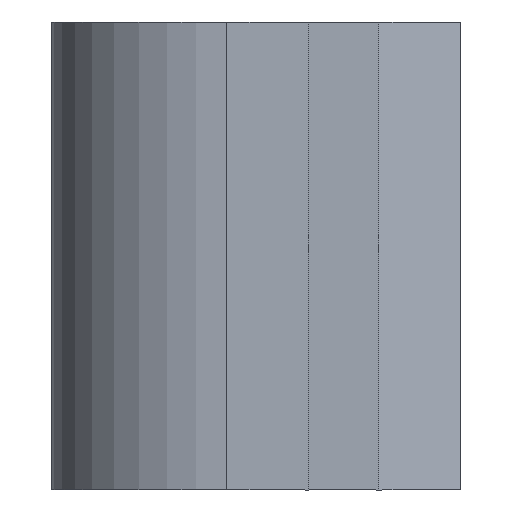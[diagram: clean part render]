
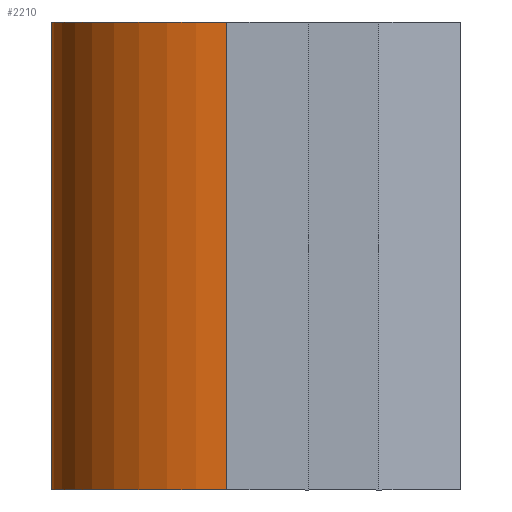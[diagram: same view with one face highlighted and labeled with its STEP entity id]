
A CAD part, left-side view. The second image highlights one B-rep face of the part: STEP entity #2210.
In plain terms, the highlighted cylindrical face has radius 15 mm (diameter 30 mm), a partial arc.
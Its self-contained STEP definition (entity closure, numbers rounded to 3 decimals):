
#13 = CARTESIAN_POINT ( 'NONE',  ( -22.5, 2.5, 0. ) ) ;
#121 = CIRCLE ( 'NONE', #922, 15. ) ;
#292 = DIRECTION ( 'NONE',  ( 1., 0., 0. ) ) ;
#366 = AXIS2_PLACEMENT_3D ( 'NONE', #2590, #2653, #2181 ) ;
#559 = EDGE_CURVE ( 'NONE', #1637, #2871, #121, .T. ) ;
#688 = CARTESIAN_POINT ( 'NONE',  ( -7.5, 2.5, 40. ) ) ;
#851 = DIRECTION ( 'NONE',  ( 0., 0., 1. ) ) ;
#913 = DIRECTION ( 'NONE',  ( -1., 0., 0. ) ) ;
#922 = AXIS2_PLACEMENT_3D ( 'NONE', #2464, #2948, #292 ) ;
#942 = CYLINDRICAL_SURFACE ( 'NONE', #2206, 15. ) ;
#959 = VERTEX_POINT ( 'NONE', #2522 ) ;
#992 = CARTESIAN_POINT ( 'NONE',  ( -22.5, 2.5, 40. ) ) ;
#1071 = LINE ( 'NONE', #1320, #1224 ) ;
#1141 = EDGE_CURVE ( 'NONE', #959, #1637, #1071, .T. ) ;
#1224 = VECTOR ( 'NONE', #851, 1000. ) ;
#1320 = CARTESIAN_POINT ( 'NONE',  ( -7.5, 17.5, 40. ) ) ;
#1336 = CARTESIAN_POINT ( 'NONE',  ( -22.5, 2.5, 40. ) ) ;
#1520 = EDGE_CURVE ( 'NONE', #2871, #1641, #2944, .T. ) ;
#1600 = FACE_OUTER_BOUND ( 'NONE', #2655, .T. ) ;
#1637 = VERTEX_POINT ( 'NONE', #2620 ) ;
#1641 = VERTEX_POINT ( 'NONE', #13 ) ;
#1692 = ORIENTED_EDGE ( 'NONE', *, *, #2724, .F. ) ;
#1710 = VECTOR ( 'NONE', #2027, 1000. ) ;
#1790 = ORIENTED_EDGE ( 'NONE', *, *, #559, .F. ) ;
#2027 = DIRECTION ( 'NONE',  ( 0., 0., -1. ) ) ;
#2181 = DIRECTION ( 'NONE',  ( 1., 0., 0. ) ) ;
#2206 = AXIS2_PLACEMENT_3D ( 'NONE', #688, #3034, #913 ) ;
#2210 = ADVANCED_FACE ( 'NONE', ( #1600 ), #942, .T. ) ;
#2342 = CIRCLE ( 'NONE', #366, 15. ) ;
#2389 = ORIENTED_EDGE ( 'NONE', *, *, #1141, .F. ) ;
#2464 = CARTESIAN_POINT ( 'NONE',  ( -7.5, 2.5, 40. ) ) ;
#2522 = CARTESIAN_POINT ( 'NONE',  ( -7.5, 17.5, 0. ) ) ;
#2590 = CARTESIAN_POINT ( 'NONE',  ( -7.5, 2.5, 0. ) ) ;
#2620 = CARTESIAN_POINT ( 'NONE',  ( -7.5, 17.5, 40. ) ) ;
#2653 = DIRECTION ( 'NONE',  ( 0., 0., -1. ) ) ;
#2655 = EDGE_LOOP ( 'NONE', ( #1790, #2389, #1692, #2955 ) ) ;
#2724 = EDGE_CURVE ( 'NONE', #1641, #959, #2342, .T. ) ;
#2871 = VERTEX_POINT ( 'NONE', #992 ) ;
#2944 = LINE ( 'NONE', #1336, #1710 ) ;
#2948 = DIRECTION ( 'NONE',  ( 0., 0., 1. ) ) ;
#2955 = ORIENTED_EDGE ( 'NONE', *, *, #1520, .F. ) ;
#3034 = DIRECTION ( 'NONE',  ( 0., 0., -1. ) ) ;
